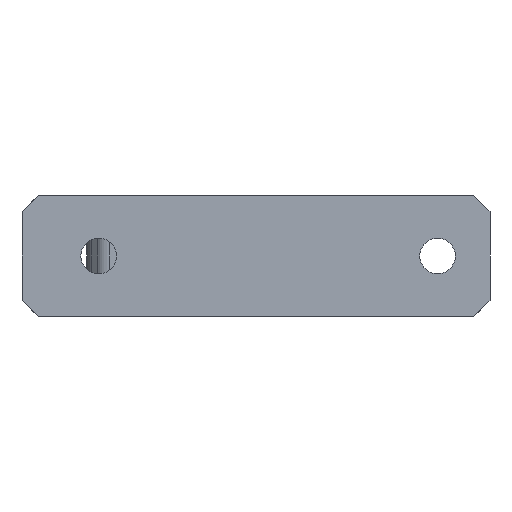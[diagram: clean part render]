
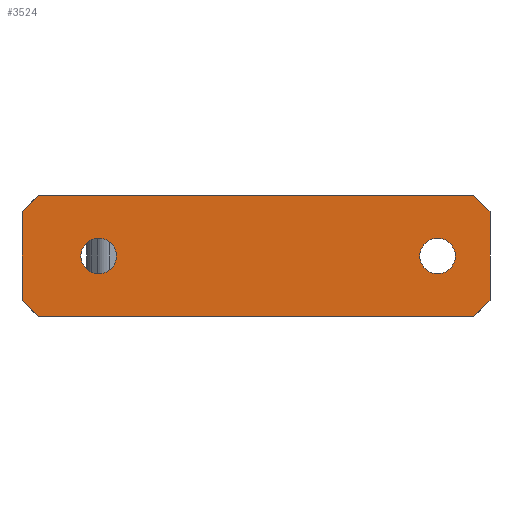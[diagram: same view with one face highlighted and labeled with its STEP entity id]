
A CAD part, left-side view. The second image highlights one B-rep face of the part: STEP entity #3524.
In plain terms, the highlighted planar face has unit normal (-1, 0, 0).
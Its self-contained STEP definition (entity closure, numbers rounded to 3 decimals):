
#32=FACE_BOUND('',#454,.T.);
#33=FACE_BOUND('',#455,.T.);
#45=PLANE('',#3779);
#227=FACE_OUTER_BOUND('',#453,.T.);
#453=EDGE_LOOP('',(#2428,#2429,#2430,#2431,#2432,#2433,#2434,#2435));
#454=EDGE_LOOP('',(#2436));
#455=EDGE_LOOP('',(#2437));
#694=LINE('',#5296,#1062);
#695=LINE('',#5298,#1063);
#696=LINE('',#5300,#1064);
#697=LINE('',#5302,#1065);
#698=LINE('',#5304,#1066);
#699=LINE('',#5306,#1067);
#700=LINE('',#5308,#1068);
#701=LINE('',#5309,#1069);
#1062=VECTOR('',#4170,10.);
#1063=VECTOR('',#4171,10.);
#1064=VECTOR('',#4172,10.);
#1065=VECTOR('',#4173,10.);
#1066=VECTOR('',#4174,10.);
#1067=VECTOR('',#4175,10.);
#1068=VECTOR('',#4176,10.);
#1069=VECTOR('',#4177,10.);
#1424=CIRCLE('',#3780,2.2);
#1425=CIRCLE('',#3781,2.2);
#1582=VERTEX_POINT('',#5294);
#1583=VERTEX_POINT('',#5295);
#1584=VERTEX_POINT('',#5297);
#1585=VERTEX_POINT('',#5299);
#1586=VERTEX_POINT('',#5301);
#1587=VERTEX_POINT('',#5303);
#1588=VERTEX_POINT('',#5305);
#1589=VERTEX_POINT('',#5307);
#1590=VERTEX_POINT('',#5310);
#1591=VERTEX_POINT('',#5312);
#1893=EDGE_CURVE('',#1582,#1583,#694,.T.);
#1894=EDGE_CURVE('',#1582,#1584,#695,.F.);
#1895=EDGE_CURVE('',#1585,#1584,#696,.T.);
#1896=EDGE_CURVE('',#1586,#1585,#697,.T.);
#1897=EDGE_CURVE('',#1587,#1586,#698,.T.);
#1898=EDGE_CURVE('',#1588,#1587,#699,.T.);
#1899=EDGE_CURVE('',#1589,#1588,#700,.T.);
#1900=EDGE_CURVE('',#1589,#1583,#701,.T.);
#1901=EDGE_CURVE('',#1590,#1590,#1424,.T.);
#1902=EDGE_CURVE('',#1591,#1591,#1425,.T.);
#2428=ORIENTED_EDGE('',*,*,#1893,.F.);
#2429=ORIENTED_EDGE('',*,*,#1894,.T.);
#2430=ORIENTED_EDGE('',*,*,#1895,.F.);
#2431=ORIENTED_EDGE('',*,*,#1896,.F.);
#2432=ORIENTED_EDGE('',*,*,#1897,.F.);
#2433=ORIENTED_EDGE('',*,*,#1898,.F.);
#2434=ORIENTED_EDGE('',*,*,#1899,.F.);
#2435=ORIENTED_EDGE('',*,*,#1900,.T.);
#2436=ORIENTED_EDGE('',*,*,#1901,.T.);
#2437=ORIENTED_EDGE('',*,*,#1902,.T.);
#3524=ADVANCED_FACE('',(#227,#32,#33),#45,.T.);
#3779=AXIS2_PLACEMENT_3D('',#5293,#4168,#4169);
#3780=AXIS2_PLACEMENT_3D('',#5311,#4178,#4179);
#3781=AXIS2_PLACEMENT_3D('',#5313,#4180,#4181);
#4168=DIRECTION('center_axis',(-1.,0.,0.));
#4169=DIRECTION('ref_axis',(0.,-1.,0.));
#4170=DIRECTION('',(0.,0.707,-0.707));
#4171=DIRECTION('',(0.,0.,-1.));
#4172=DIRECTION('',(0.,-0.707,-0.707));
#4173=DIRECTION('',(0.,-1.,0.));
#4174=DIRECTION('',(0.,-0.707,0.707));
#4175=DIRECTION('',(0.,0.,1.));
#4176=DIRECTION('',(0.,0.707,0.707));
#4177=DIRECTION('',(0.,-1.,0.));
#4178=DIRECTION('center_axis',(1.,0.,0.));
#4179=DIRECTION('ref_axis',(0.,0.,-1.));
#4180=DIRECTION('center_axis',(1.,0.,0.));
#4181=DIRECTION('ref_axis',(0.,0.,-1.));
#5293=CARTESIAN_POINT('Origin',(-10.,20.,0.));
#5294=CARTESIAN_POINT('',(-10.,-40.,2.));
#5295=CARTESIAN_POINT('',(-10.,-38.,0.));
#5296=CARTESIAN_POINT('',(-10.,-24.,-14.));
#5297=CARTESIAN_POINT('',(-10.,-40.,13.));
#5298=CARTESIAN_POINT('',(-10.,-40.,0.));
#5299=CARTESIAN_POINT('',(-10.,-38.,15.));
#5300=CARTESIAN_POINT('',(-10.,-27.75,25.25));
#5301=CARTESIAN_POINT('',(-10.,16.,15.));
#5302=CARTESIAN_POINT('',(-10.,20.,15.));
#5303=CARTESIAN_POINT('',(-10.,18.,13.));
#5304=CARTESIAN_POINT('',(-10.,21.25,9.75));
#5305=CARTESIAN_POINT('',(-10.,18.,2.));
#5306=CARTESIAN_POINT('',(-10.,18.,0.));
#5307=CARTESIAN_POINT('',(-10.,16.,0.));
#5308=CARTESIAN_POINT('',(-10.,17.5,1.5));
#5309=CARTESIAN_POINT('',(-10.,20.,0.));
#5310=CARTESIAN_POINT('',(-10.,8.5,9.7));
#5311=CARTESIAN_POINT('Origin',(-10.,8.5,7.5));
#5312=CARTESIAN_POINT('',(-10.,-33.5,9.7));
#5313=CARTESIAN_POINT('Origin',(-10.,-33.5,7.5));
